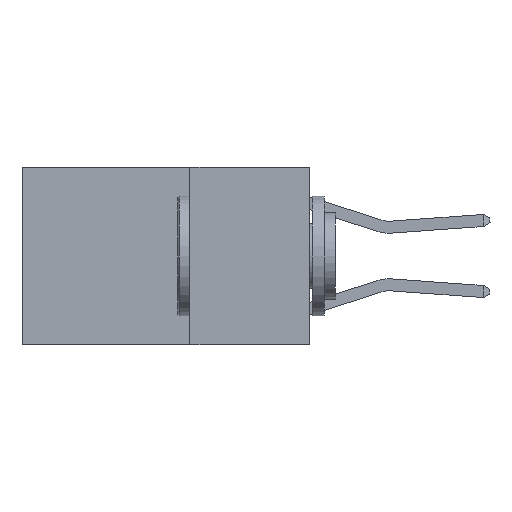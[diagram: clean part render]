
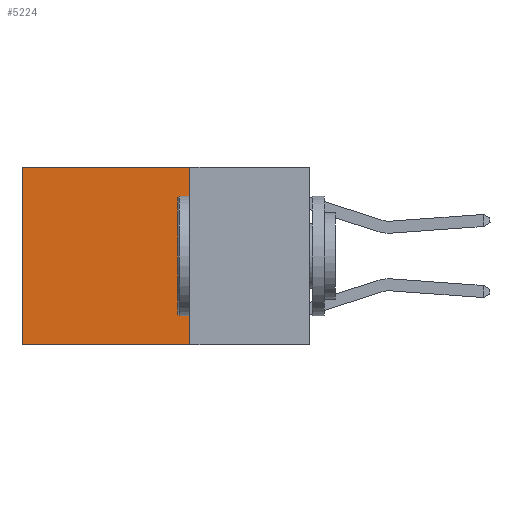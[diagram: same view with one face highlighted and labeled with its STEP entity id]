
A CAD part, left-side view. The second image highlights one B-rep face of the part: STEP entity #5224.
In plain terms, the highlighted planar face has unit normal (-1, 0, 0).
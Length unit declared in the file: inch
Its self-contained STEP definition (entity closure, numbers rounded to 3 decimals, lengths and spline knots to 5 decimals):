
#110 = VECTOR ( 'NONE', #7014, 39.37008 ) ;
#434 = CARTESIAN_POINT ( 'NONE',  ( 0.2625, 0.25, 0. ) ) ;
#851 = CARTESIAN_POINT ( 'NONE',  ( 0.2625, 0.25, 0. ) ) ;
#1926 = DIRECTION ( 'NONE',  ( 0., 0., -1. ) ) ;
#1989 = CARTESIAN_POINT ( 'NONE',  ( 0.2625, 0.25, -0.37 ) ) ;
#2341 = DIRECTION ( 'NONE',  ( 1., 0., 0. ) ) ;
#2532 = LINE ( 'NONE', #851, #7914 ) ;
#2971 = EDGE_CURVE ( 'NONE', #3815, #4874, #8794, .T. ) ;
#3277 = DIRECTION ( 'NONE',  ( 0., 1., 0. ) ) ;
#3815 = VERTEX_POINT ( 'NONE', #10859 ) ;
#4352 = EDGE_LOOP ( 'NONE', ( #8499, #8822, #8928, #9168 ) ) ;
#4367 = VERTEX_POINT ( 'NONE', #5379 ) ;
#4634 = DIRECTION ( 'NONE',  ( 0., 0., -1. ) ) ;
#4701 = EDGE_CURVE ( 'NONE', #4367, #3815, #11127, .T. ) ;
#4874 = VERTEX_POINT ( 'NONE', #7269 ) ;
#4961 = EDGE_CURVE ( 'NONE', #4367, #8078, #2532, .T. ) ;
#5224 = ADVANCED_FACE ( 'NONE', ( #10185 ), #11834, .F. ) ;
#5379 = CARTESIAN_POINT ( 'NONE',  ( 0.2625, 0.25, 0. ) ) ;
#7014 = DIRECTION ( 'NONE',  ( 0., 1., 0. ) ) ;
#7269 = CARTESIAN_POINT ( 'NONE',  ( 0.2625, 0.6, -0.37 ) ) ;
#7914 = VECTOR ( 'NONE', #1926, 39.37008 ) ;
#8078 = VERTEX_POINT ( 'NONE', #8156 ) ;
#8156 = CARTESIAN_POINT ( 'NONE',  ( 0.2625, 0.25, -0.37 ) ) ;
#8499 = ORIENTED_EDGE ( 'NONE', *, *, #2971, .T. ) ;
#8794 = LINE ( 'NONE', #10765, #11815 ) ;
#8816 = CARTESIAN_POINT ( 'NONE',  ( 0.2625, 0.25, 0. ) ) ;
#8822 = ORIENTED_EDGE ( 'NONE', *, *, #13406, .F. ) ;
#8928 = ORIENTED_EDGE ( 'NONE', *, *, #4961, .F. ) ;
#9168 = ORIENTED_EDGE ( 'NONE', *, *, #4701, .T. ) ;
#9848 = DIRECTION ( 'NONE',  ( 0., 0., -1. ) ) ;
#10185 = FACE_OUTER_BOUND ( 'NONE', #4352, .T. ) ;
#10412 = AXIS2_PLACEMENT_3D ( 'NONE', #8816, #2341, #9848 ) ;
#10765 = CARTESIAN_POINT ( 'NONE',  ( 0.2625, 0.6, 0. ) ) ;
#10859 = CARTESIAN_POINT ( 'NONE',  ( 0.2625, 0.6, 0. ) ) ;
#11127 = LINE ( 'NONE', #434, #110 ) ;
#11815 = VECTOR ( 'NONE', #4634, 39.37008 ) ;
#11834 = PLANE ( 'NONE',  #10412 ) ;
#12308 = VECTOR ( 'NONE', #3277, 39.37008 ) ;
#12623 = LINE ( 'NONE', #1989, #12308 ) ;
#13406 = EDGE_CURVE ( 'NONE', #8078, #4874, #12623, .T. ) ;
